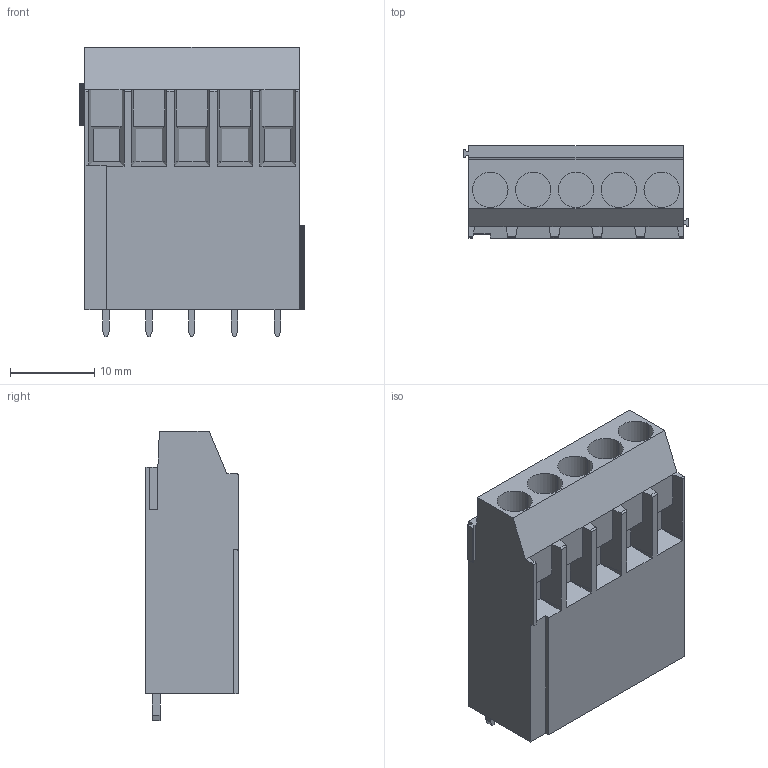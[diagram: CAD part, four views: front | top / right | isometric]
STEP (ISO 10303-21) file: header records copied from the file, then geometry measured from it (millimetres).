
FILE_DESCRIPTION(('CATIA V5 STEP Exchange','CAx-IF Rec.Pracs.--- Model Styling and Organization---1.2---2011-12-15'),'2;1');
FILE_NAME ('D1460873_0', '2018-09-07T04:33:41+00:00', ('none'), ('Weidmueller'), 'CATIA Version 5-6 Release 2014', 'CATIA V5 STEP AP214', 'none');
FILE_SCHEMA(('AUTOMOTIVE_DESIGN { 1 0 10303 214 1 1 1 1 }'));
Length unit declared in the file: millimetre
Products named in the file (1): 1975390000
Bounding box: 26.68 x 10.94 x 34.3 mm (x, y, z)
Volume: 7595.2 mm3; surface area: 3226 mm2
Topology: 6 solids, 6 shells, 148 faces, 388 edges, 257 vertices
Faces by surface type: plane 120, cylinder 28
Entity records: 4273 total; most frequent: CARTESIAN_POINT 855, ORIENTED_EDGE 776, DIRECTION 552, EDGE_CURVE 388, VECTOR 312, LINE 312, VERTEX_POINT 257, EDGE_LOOP 153
